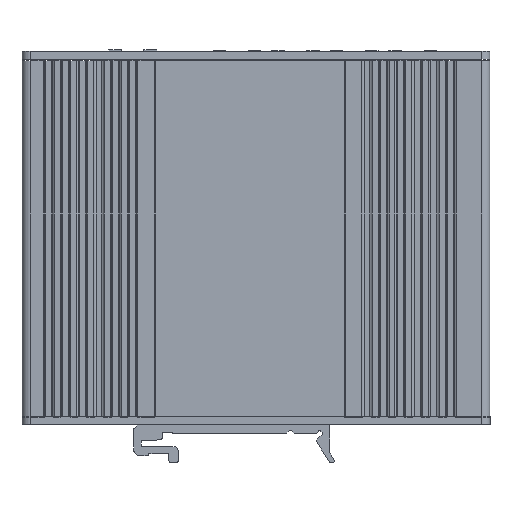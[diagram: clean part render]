
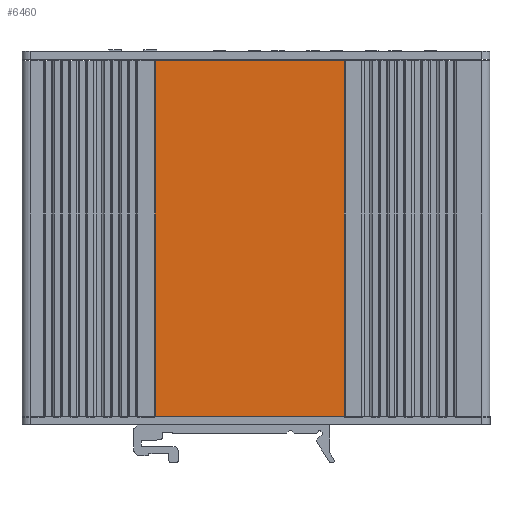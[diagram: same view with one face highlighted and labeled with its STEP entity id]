
A CAD part, left-side view. The second image highlights one B-rep face of the part: STEP entity #6460.
In plain terms, the highlighted face is planar.
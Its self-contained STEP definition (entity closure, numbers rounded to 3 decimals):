
#1713 = CARTESIAN_POINT ( 'NONE',  ( 2372.91, -2358.007, 0. ) ) ;
#2174 = CARTESIAN_POINT ( 'NONE',  ( 2418.11, -2358.007, 0. ) ) ;
#3254 = CARTESIAN_POINT ( 'NONE',  ( 2418.11, -2358.007, 85.2 ) ) ;
#3286 = VERTEX_POINT ( 'NONE', #7411 ) ;
#6138 = VERTEX_POINT ( 'NONE', #1713 ) ;
#6460 = ADVANCED_FACE ( 'NONE', ( #35659 ), #20007, .F. ) ;
#6767 = VERTEX_POINT ( 'NONE', #14880 ) ;
#7105 = DIRECTION ( 'NONE',  ( 0., 1., 0. ) ) ;
#7411 = CARTESIAN_POINT ( 'NONE',  ( 2418.11, -2358.007, 0. ) ) ;
#8652 = LINE ( 'NONE', #19929, #40765 ) ;
#9220 = ORIENTED_EDGE ( 'NONE', *, *, #20094, .F. ) ;
#9900 = DIRECTION ( 'NONE',  ( 0., 0., -1. ) ) ;
#10065 = VECTOR ( 'NONE', #20945, 1000. ) ;
#10193 = ORIENTED_EDGE ( 'NONE', *, *, #12170, .T. ) ;
#10545 = LINE ( 'NONE', #2174, #10065 ) ;
#12170 = EDGE_CURVE ( 'NONE', #6138, #3286, #10545, .T. ) ;
#13377 = ORIENTED_EDGE ( 'NONE', *, *, #19464, .F. ) ;
#13504 = DIRECTION ( 'NONE',  ( 0., 0., 1. ) ) ;
#14055 = DIRECTION ( 'NONE',  ( 1., 0., 0. ) ) ;
#14202 = EDGE_CURVE ( 'NONE', #21244, #6138, #8652, .T. ) ;
#14880 = CARTESIAN_POINT ( 'NONE',  ( 2418.11, -2358.007, 85.2 ) ) ;
#15384 = VECTOR ( 'NONE', #14055, 1000. ) ;
#18433 = AXIS2_PLACEMENT_3D ( 'NONE', #39478, #7105, #13504 ) ;
#19464 = EDGE_CURVE ( 'NONE', #6767, #3286, #35882, .T. ) ;
#19929 = CARTESIAN_POINT ( 'NONE',  ( 2372.91, -2358.007, 85.2 ) ) ;
#20007 = PLANE ( 'NONE',  #18433 ) ;
#20094 = EDGE_CURVE ( 'NONE', #21244, #6767, #27420, .T. ) ;
#20945 = DIRECTION ( 'NONE',  ( 1., 0., 0. ) ) ;
#21244 = VERTEX_POINT ( 'NONE', #28320 ) ;
#27420 = LINE ( 'NONE', #33330, #15384 ) ;
#28320 = CARTESIAN_POINT ( 'NONE',  ( 2372.91, -2358.007, 85.2 ) ) ;
#33330 = CARTESIAN_POINT ( 'NONE',  ( 2418.11, -2358.007, 85.2 ) ) ;
#35202 = EDGE_LOOP ( 'NONE', ( #10193, #13377, #9220, #40059 ) ) ;
#35659 = FACE_OUTER_BOUND ( 'NONE', #35202, .T. ) ;
#35882 = LINE ( 'NONE', #3254, #36878 ) ;
#36191 = DIRECTION ( 'NONE',  ( 0., 0., -1. ) ) ;
#36878 = VECTOR ( 'NONE', #9900, 1000. ) ;
#39478 = CARTESIAN_POINT ( 'NONE',  ( 2418.11, -2358.007, 85.2 ) ) ;
#40059 = ORIENTED_EDGE ( 'NONE', *, *, #14202, .T. ) ;
#40765 = VECTOR ( 'NONE', #36191, 1000. ) ;
